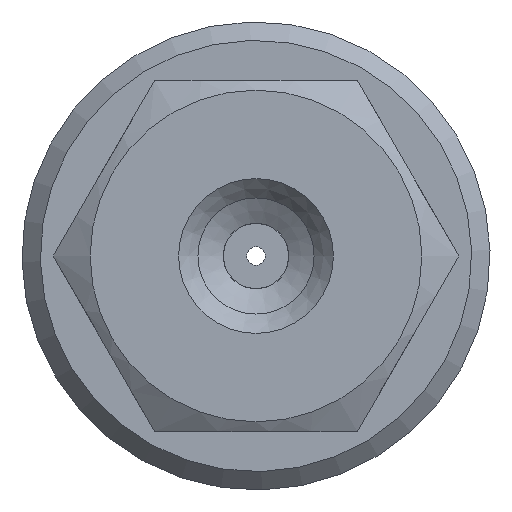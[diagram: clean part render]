
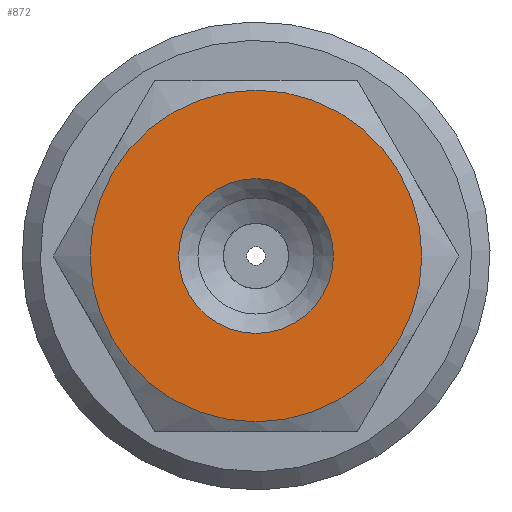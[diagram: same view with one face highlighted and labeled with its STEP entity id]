
A CAD part, left-side view. The second image highlights one B-rep face of the part: STEP entity #872.
In plain terms, the highlighted planar face has unit normal (-1, 0, 0).
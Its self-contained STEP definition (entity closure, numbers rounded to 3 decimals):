
#740=CARTESIAN_POINT('',(-4.52,-0.525,-0.909));
#741=VERTEX_POINT('',#740);
#742=CARTESIAN_POINT('',(-4.52,0.,0.));
#743=DIRECTION('',(1.0,0.,0.));
#744=DIRECTION('',(0.,-0.5,-0.866));
#745=AXIS2_PLACEMENT_3D('',#742,#743,#744);
#746=CIRCLE('',#745,1.05);
#747=EDGE_CURVE('',#741,#741,#746,.T.);
#849=CARTESIAN_POINT('',(-4.52,1.125,1.949));
#850=VERTEX_POINT('',#849);
#851=CARTESIAN_POINT('',(-4.52,0.,0.));
#852=DIRECTION('',(1.0,0.,0.));
#853=DIRECTION('',(0.,-0.5,-0.866));
#854=AXIS2_PLACEMENT_3D('',#851,#852,#853);
#855=CIRCLE('',#854,2.25);
#856=EDGE_CURVE('',#850,#850,#855,.T.);
#861=CARTESIAN_POINT('',(-4.52,0.687,1.191));
#862=DIRECTION('',(-1.0,0.0,0.0));
#863=DIRECTION('',(0.0,-0.866,0.5));
#864=AXIS2_PLACEMENT_3D('',#861,#862,#863);
#865=PLANE('',#864);
#866=ORIENTED_EDGE('',*,*,#856,.F.);
#867=EDGE_LOOP('',(#866));
#868=FACE_OUTER_BOUND('',#867,.T.);
#869=ORIENTED_EDGE('',*,*,#747,.T.);
#870=EDGE_LOOP('',(#869));
#871=FACE_BOUND('',#870,.T.);
#872=ADVANCED_FACE('',(#868,#871),#865,.T.);
